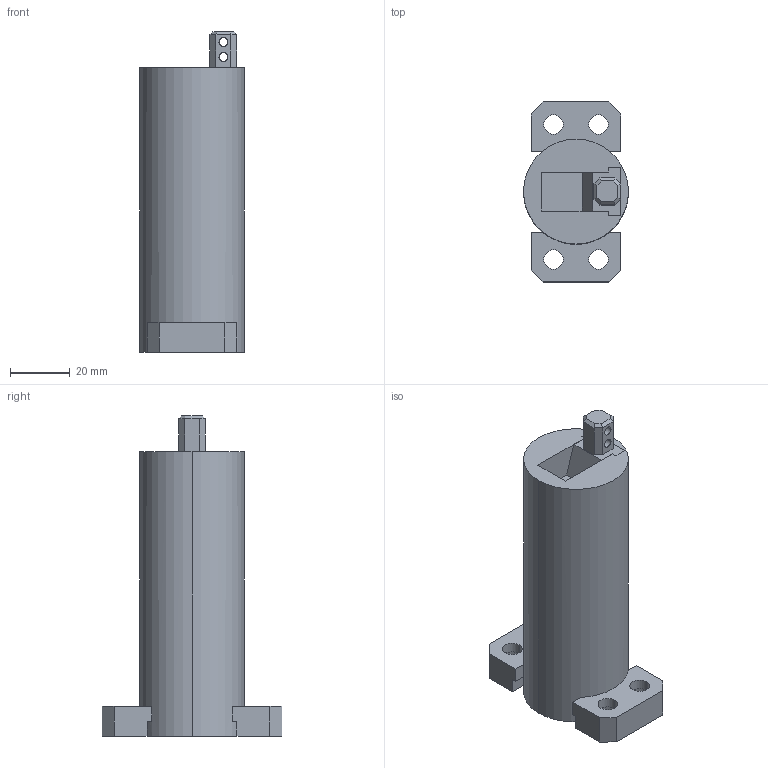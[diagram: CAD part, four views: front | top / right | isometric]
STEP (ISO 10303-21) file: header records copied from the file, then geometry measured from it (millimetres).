
FILE_DESCRIPTION (( 'STEP AP214' ), '1' );
FILE_NAME ('ŠJŽ¦—p_SR03.STEP', '2017-06-23T09:45:00', ( '' ), ( '' ), 'SwSTEP 2.0', 'SolidWorks 2016', '' );
FILE_SCHEMA (( 'AUTOMOTIVE_DESIGN' ));
Length unit declared in the file: millimetre
Products named in the file (5): 開示用_SR03_04_Kyblock; 開示用_SR03_02_Slidecore; 開示用_SR03_03_Holdcore; 開示用_SR03; 開示用_SR03_01_Holder
Assembly tree (4 placements, depth 2):
  開示用_SR03
    開示用_SR03_01_Holder
    開示用_SR03_02_Slidecore
    開示用_SR03_03_Holdcore
    開示用_SR03_04_Kyblock
Bounding box: 35 x 60 x 107 mm (x, y, z)
Volume: 94285.4 mm3; surface area: 24066.3 mm2
Topology: 5 solids, 5 shells, 116 faces, 285 edges, 185 vertices
Faces by surface type: plane 86, cylinder 26, cone 4
Entity records: 4857 total; most frequent: DIRECTION 593, CARTESIAN_POINT 591, ORIENTED_EDGE 566, EDGE_CURVE 283, VECTOR 219, LINE 219, AXIS2_PLACEMENT_3D 187, VERTEX_POINT 185
